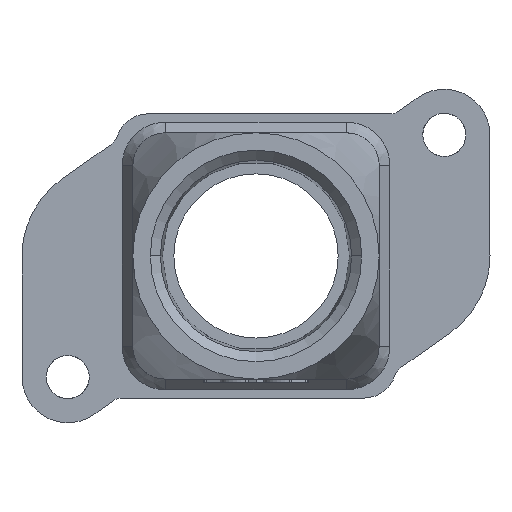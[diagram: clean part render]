
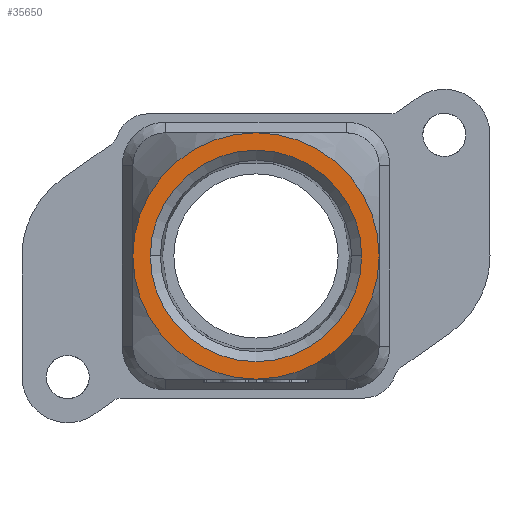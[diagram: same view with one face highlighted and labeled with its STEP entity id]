
A CAD part, front view. The second image highlights one B-rep face of the part: STEP entity #35650.
In plain terms, the highlighted face is planar.
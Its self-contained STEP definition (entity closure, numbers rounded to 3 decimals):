
#5370=CARTESIAN_POINT('',(42.466,28.359,57.8));
#5380=VERTEX_POINT('',#5370);
#8470=CARTESIAN_POINT('',(30.466,40.359,57.8));
#8480=VERTEX_POINT('',#8470);
#11490=CARTESIAN_POINT('',(42.466,52.359,57.8));
#11500=VERTEX_POINT('',#11490);
#11530=CARTESIAN_POINT('',(42.466,40.359,57.8));
#11540=DIRECTION('',(0.,0.,-1.));
#11550=DIRECTION('',(0.,1.,0.));
#11560=AXIS2_PLACEMENT_3D('',#11530,#11540,#11550);
#11570=CIRCLE('',#11560,12.);
#11580=EDGE_CURVE('',#8480,#11500,#11570,.T.);
#17780=CARTESIAN_POINT('',(32.166,40.359,57.8));
#17790=VERTEX_POINT('',#17780);
#17820=CARTESIAN_POINT('',(42.466,40.359,57.8));
#17830=DIRECTION('',(0.,0.,1.));
#17840=DIRECTION('',(1.,0.,0.));
#17850=AXIS2_PLACEMENT_3D('',#17820,#17830,#17840);
#17860=CIRCLE('',#17850,10.3);
#17870=CARTESIAN_POINT('',(52.766,40.359,57.8));
#17880=VERTEX_POINT('',#17870);
#17890=EDGE_CURVE('',#17880,#17790,#17860,.T.);
#35440=CARTESIAN_POINT('',(0.,0.,57.8))
;
#35450=DIRECTION('',(0.,0.,1.));
#35460=DIRECTION('',(1.,0.,0.));
#35470=AXIS2_PLACEMENT_3D('',#35440,#35450,#35460);
#35480=PLANE('',#35470);
#35490=EDGE_CURVE('',#17790,#17880,#17860,.T.);
#35500=ORIENTED_EDGE('',*,*,#35490,.F.);
#35510=ORIENTED_EDGE('',*,*,#17890,.F.);
#35520=EDGE_LOOP('',(#35510,#35500));
#35530=FACE_BOUND('',#35520,.T.);
#35540=CARTESIAN_POINT('',(54.466,40.359,57.8));
#35550=VERTEX_POINT('',#35540);
#35560=EDGE_CURVE('',#11500,#35550,#11570,.T.);
#35570=ORIENTED_EDGE('',*,*,#35560,.F.);
#35580=EDGE_CURVE('',#35550,#5380,#11570,.T.);
#35590=ORIENTED_EDGE('',*,*,#35580,.F.);
#35600=EDGE_CURVE('',#5380,#8480,#11570,.T.);
#35610=ORIENTED_EDGE('',*,*,#35600,.F.);
#35620=ORIENTED_EDGE('',*,*,#11580,.F.);
#35630=EDGE_LOOP('',(#35620,#35610,#35590,#35570));
#35640=FACE_OUTER_BOUND('',#35630,.T.);
#35650=ADVANCED_FACE('',(#35530,#35640),#35480,.T.);
